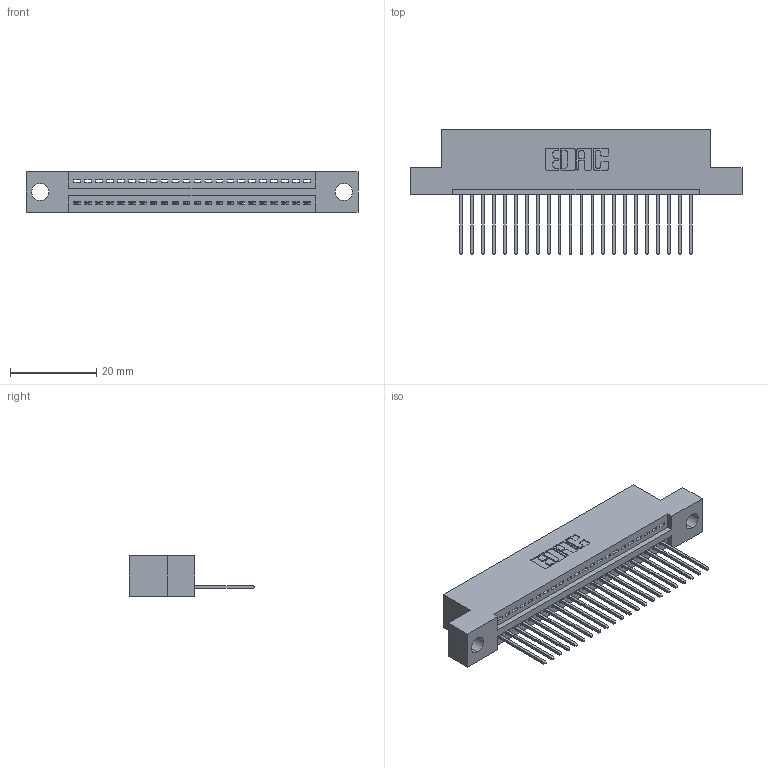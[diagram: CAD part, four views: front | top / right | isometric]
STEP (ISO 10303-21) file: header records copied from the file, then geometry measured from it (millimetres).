
FILE_DESCRIPTION (( 'STEP AP203' ), '1' );
FILE_NAME ('345-022-540-104.STEP', '2021-05-26T14:24:44', ( '' ), ( '' ), 'SwSTEP 2.0', 'SolidWorks 2020', '' );
FILE_SCHEMA (( 'CONFIG_CONTROL_DESIGN' ));
Length unit declared in the file: inch
Products named in the file (3): 345-022-540-104; 345-292-001_345-293-140; 345 Part_Flush Mounting Lugs - 0.156 Dia-TI
Assembly tree (23 placements, depth 2):
  345-022-540-104
    345 Part_Flush Mounting Lugs - 0.156 Dia-TI
    345-292-001_345-293-140  x22
Bounding box: 77.09 x 29.13 x 9.4 mm (x, y, z)
Volume: 7082 mm3; surface area: 9196.4 mm2
Topology: 23 solids, 23 shells, 1416 faces, 4249 edges, 2802 vertices
Faces by surface type: plane 974, cylinder 442
Entity records: 19687 total; most frequent: CARTESIAN_POINT 3420, ORIENTED_EDGE 3374, DIRECTION 3015, EDGE_CURVE 1687, VECTOR 1467, LINE 1467, VERTEX_POINT 1122, AXIS2_PLACEMENT_3D 774
